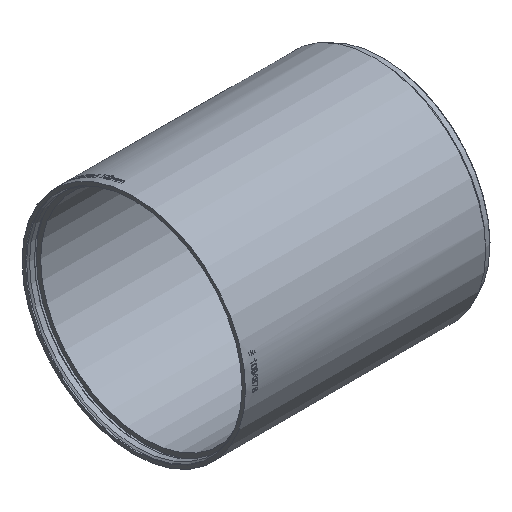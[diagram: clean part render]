
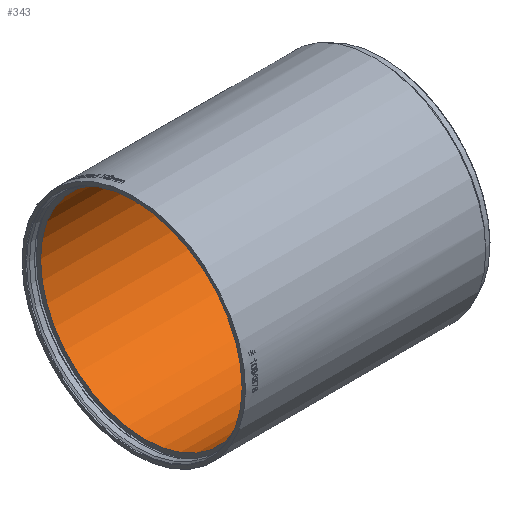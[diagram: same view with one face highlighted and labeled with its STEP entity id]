
A CAD part, isometric view. The second image highlights one B-rep face of the part: STEP entity #343.
In plain terms, the highlighted cylindrical face has radius 43.25 mm (diameter 86.5 mm), a full revolution.
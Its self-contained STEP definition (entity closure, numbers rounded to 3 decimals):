
#119=CIRCLE('',#3114,43.25);
#120=CIRCLE('',#3116,43.25);
#241=FACE_BOUND('',#674,.T.);
#242=FACE_BOUND('',#675,.T.);
#343=ADVANCED_FACE('',(#241,#242),#434,.F.);
#434=CYLINDRICAL_SURFACE('',#3117,43.25);
#674=EDGE_LOOP('',(#1612));
#675=EDGE_LOOP('',(#1613));
#1612=ORIENTED_EDGE('',*,*,#2558,.F.);
#1613=ORIENTED_EDGE('',*,*,#2557,.T.);
#2088=VERTEX_POINT('',#6296);
#2089=VERTEX_POINT('',#6299);
#2557=EDGE_CURVE('',#2088,#2088,#119,.T.);
#2558=EDGE_CURVE('',#2089,#2089,#120,.T.);
#3114=AXIS2_PLACEMENT_3D('',#6295,#3321,#3322);
#3116=AXIS2_PLACEMENT_3D('',#6298,#3325,#3326);
#3117=AXIS2_PLACEMENT_3D('',#6300,#3327,#3328);
#3321=DIRECTION('',(-1.,0.,0.));
#3322=DIRECTION('',(0.,0.,1.));
#3325=DIRECTION('',(-1.,0.,0.));
#3326=DIRECTION('',(0.,0.,1.));
#3327=DIRECTION('',(-1.,0.,0.));
#3328=DIRECTION('',(0.,0.,1.));
#6295=CARTESIAN_POINT('',(4.5,0.,0.));
#6296=CARTESIAN_POINT('',(4.5,0.,43.25));
#6298=CARTESIAN_POINT('',(103.9,0.,0.));
#6299=CARTESIAN_POINT('',(103.9,0.,43.25));
#6300=CARTESIAN_POINT('',(0.,0.,0.));
